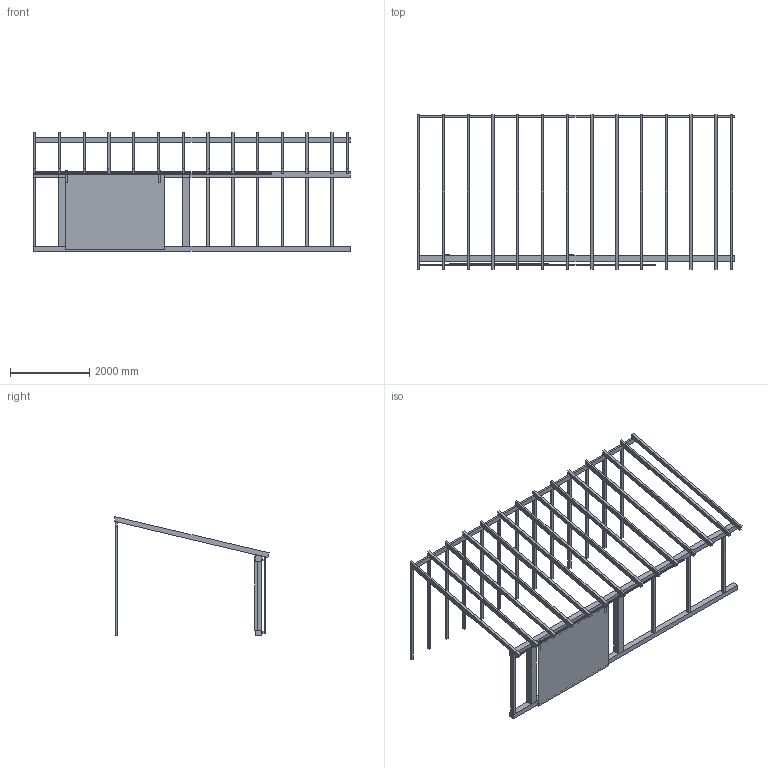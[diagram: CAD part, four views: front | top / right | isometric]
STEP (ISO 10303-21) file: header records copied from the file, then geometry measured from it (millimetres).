
FILE_DESCRIPTION(/* description */ (''),/* implementation_level */ '2;1');
FILE_NAME(/* name */ 'Doro4 Workshop v17.step',/* time_stamp */ '2018-05-03T21:05:09+02:00',/* author */ ('BananaJuiceNomNom'),/* organization */ (''),/* preprocessor_version */ 'ST-DEVELOPER v17',/* originating_system */ 'Autodesk Translation Framework v7.1.0.215',/* authorisation */ '');
FILE_SCHEMA (('AUTOMOTIVE_DESIGN { 1 0 10303 214 3 1 1 }'));
Length unit declared in the file: millimetre
Products named in the file (22): Doro4 Workshop; posts; top plate BSH 130x180; top plate KVH 40x60; Rahmen; posts_1; Rahmen_1; posts_2; Rahmen_2; posts_3; KVH 100x100 front; rafters; rafter; post BSH 180x180; posts west; KVH 60x60 back; Component25; Component28; Component29; Component26; Component27; top plate BSH 130x180 (1)
Assembly tree (52 placements, depth 4):
  Doro4 Workshop
    posts
      KVH 100x100 front
    rafter
    top plate BSH 130x180
    top plate KVH 40x60
    Rahmen
      posts_1
        KVH 100x100 front
    Rahmen_1
      posts_2
        KVH 100x100 front
    Rahmen_2
      posts_3
        KVH 100x100 front
    rafters
      rafter  x13
    post BSH 180x180  x2
    posts west
      KVH 60x60 back  x13
    Component25
    Component26  x2
    Component27  x2
    Component28
    Component29
    top plate BSH 130x180 (1)
Bounding box: 8000 x 3889.08 x 3000.47 mm (x, y, z)
Volume: 1213908157.3 mm3; surface area: 58164410.3 mm2
Topology: 44 solids, 44 shells, 330 faces, 734 edges, 492 vertices
Faces by surface type: plane 314, cylinder 12, cone 4
Full cylindrical faces by diameter (mm): 8 x2, 40 x2, 55 x4
Entity records: 3463 total; most frequent: DIRECTION 571, CARTESIAN_POINT 523, ORIENTED_EDGE 422, EDGE_CURVE 211, LINE 191, VECTOR 191, AXIS2_PLACEMENT_3D 190, VERTEX_POINT 142
